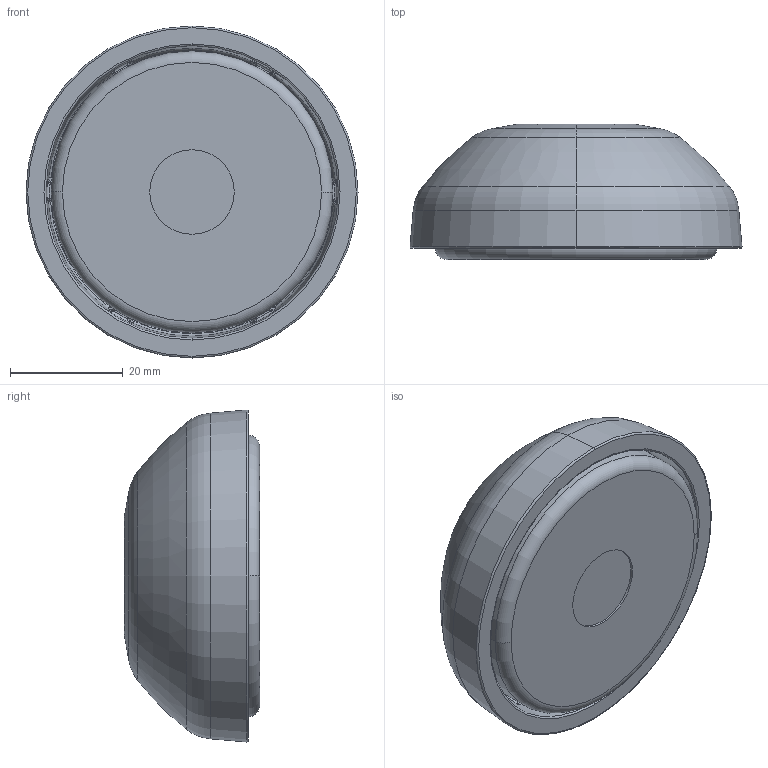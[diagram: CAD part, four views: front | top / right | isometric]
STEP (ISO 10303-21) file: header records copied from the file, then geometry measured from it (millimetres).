
FILE_DESCRIPTION (( 'STEP AP214' ), '1' );
FILE_NAME ('098C060KG.STEP', '2014-08-12T07:35:53', ( '' ), ( '' ), 'SwSTEP 2.0', 'SolidWorks 2014', '' );
FILE_SCHEMA (( 'AUTOMOTIVE_DESIGN' ));
Length unit declared in the file: millimetre
Products named in the file (3): 098c060k_098c060k; 098dg060s01_098dg060; 098C060KG
Assembly tree (2 placements, depth 2):
  098C060KG
    098dg060s01_098dg060
    098c060k_098c060k
Bounding box: 58.94 x 24 x 58.94 mm (x, y, z)
Volume: 33323.7 mm3; surface area: 17323.4 mm2
Topology: 2 solids, 2 shells, 385 faces, 897 edges, 501 vertices
Faces by surface type: bspline 192, torus 78, plane 39, cylinder 38, cone 30, sphere 8
Entity records: 14957 total; most frequent: CARTESIAN_POINT 7361, ORIENTED_EDGE 1754, DIRECTION 1274, EDGE_CURVE 877, AXIS2_PLACEMENT_3D 597, VERTEX_POINT 501, CIRCLE 399, B_SPLINE_CURVE_WITH_KNOTS 398
